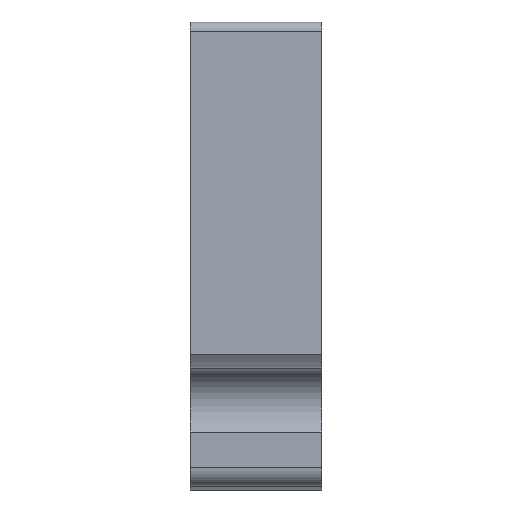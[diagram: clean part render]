
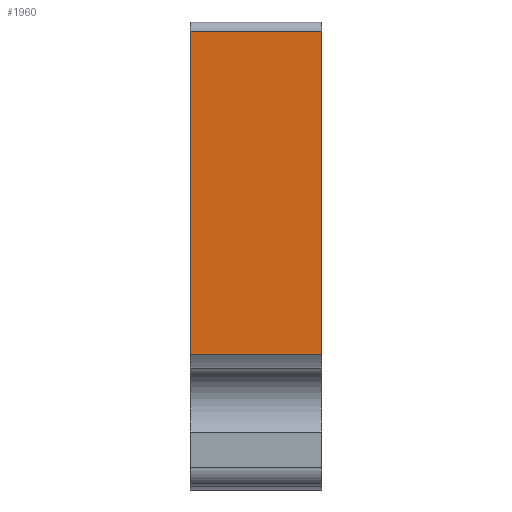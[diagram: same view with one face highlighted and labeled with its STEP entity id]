
A CAD part, left-side view. The second image highlights one B-rep face of the part: STEP entity #1960.
In plain terms, the highlighted planar face has unit normal (-1, 0, 0).
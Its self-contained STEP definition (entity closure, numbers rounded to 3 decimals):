
#91=PLANE('',#2159);
#188=LINE('',#3101,#368);
#258=LINE('',#3281,#438);
#263=LINE('',#3297,#443);
#265=LINE('',#3300,#445);
#368=VECTOR('',#2484,10.);
#438=VECTOR('',#2650,10.);
#443=VECTOR('',#2667,10.);
#445=VECTOR('',#2671,10.);
#548=FACE_OUTER_BOUND('',#660,.T.);
#660=EDGE_LOOP('',(#1656,#1657,#1658,#1659));
#870=VERTEX_POINT('',#3098);
#871=VERTEX_POINT('',#3100);
#932=VERTEX_POINT('',#3278);
#933=VERTEX_POINT('',#3280);
#1092=EDGE_CURVE('',#870,#871,#188,.T.);
#1184=EDGE_CURVE('',#932,#933,#258,.T.);
#1192=EDGE_CURVE('',#933,#870,#263,.T.);
#1194=EDGE_CURVE('',#932,#871,#265,.T.);
#1656=ORIENTED_EDGE('',*,*,#1192,.F.);
#1657=ORIENTED_EDGE('',*,*,#1184,.F.);
#1658=ORIENTED_EDGE('',*,*,#1194,.T.);
#1659=ORIENTED_EDGE('',*,*,#1092,.F.);
#1960=ADVANCED_FACE('',(#548),#91,.T.);
#2159=AXIS2_PLACEMENT_3D('',#3299,#2669,#2670);
#2484=DIRECTION('',(0.,0.,-1.));
#2650=DIRECTION('',(0.,0.,1.));
#2667=DIRECTION('',(0.,-1.,0.));
#2669=DIRECTION('center_axis',(-1.,0.,0.));
#2670=DIRECTION('ref_axis',(0.,0.,
-1.));
#2671=DIRECTION('',(0.,-1.,0.));
#3098=CARTESIAN_POINT('',(-13.524,-4.815,11.719));
#3100=CARTESIAN_POINT('',(-13.524,-4.815,-5.538));
#3101=CARTESIAN_POINT('',(-13.524,-4.815,-12.781));
#3278=CARTESIAN_POINT('',(-13.524,2.185,-5.538));
#3280=CARTESIAN_POINT('',(-13.524,2.185,11.719));
#3281=CARTESIAN_POINT('',(-13.524,2.185,-12.781));
#3297=CARTESIAN_POINT('',(-13.524,-1.315,11.719));
#3299=CARTESIAN_POINT('Origin',(-13.524,-1.315,12.219));
#3300=CARTESIAN_POINT('',(-13.524,-4.815,-5.538));
